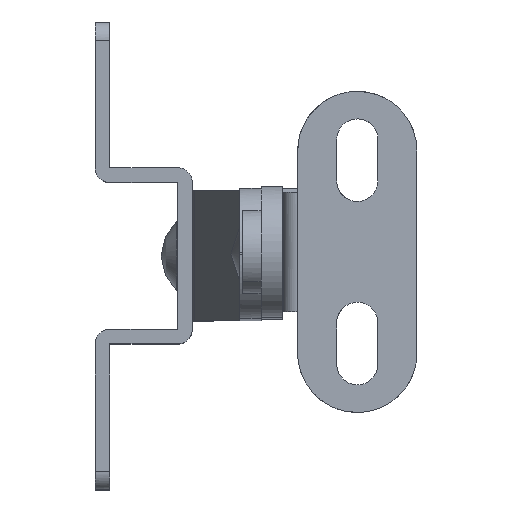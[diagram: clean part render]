
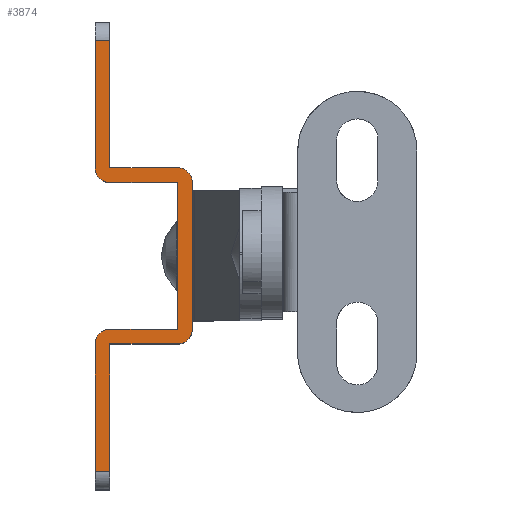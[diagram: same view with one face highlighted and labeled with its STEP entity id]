
A CAD part, top view. The second image highlights one B-rep face of the part: STEP entity #3874.
In plain terms, the highlighted free-form (B-spline) face has degree [1, 1] with [2, 2] control points.
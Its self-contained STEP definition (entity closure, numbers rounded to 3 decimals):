
#3543=CARTESIAN_POINT('',(1.5,-23.5,-113.5));
#3544=VERTEX_POINT('',#3543);
#3555=CARTESIAN_POINT('',(-0.1,-23.5,-113.5));
#3556=VERTEX_POINT('',#3555);
#3557=CARTESIAN_POINT('',(1.5,-23.5,-113.5));
#3558=CARTESIAN_POINT('',(-0.1,-23.5,-113.5));
#3559=QUASI_UNIFORM_CURVE('',1,(#3557,#3558),.UNSPECIFIED.,.F.,.U.);
#3560=EDGE_CURVE('',#3544,#3556,#3559,.T.);
#3711=CARTESIAN_POINT('',(-0.1,23.5,-113.5));
#3712=VERTEX_POINT('',#3711);
#3723=CARTESIAN_POINT('',(1.5,23.5,-113.5));
#3724=VERTEX_POINT('',#3723);
#3725=CARTESIAN_POINT('',(-0.1,23.5,-113.5));
#3726=CARTESIAN_POINT('',(1.5,23.5,-113.5));
#3727=QUASI_UNIFORM_CURVE('',1,(#3725,#3726),.UNSPECIFIED.,.F.,.U.);
#3728=EDGE_CURVE('',#3712,#3724,#3727,.T.);
#3751=CARTESIAN_POINT('',(-0.629,-25.848,-113.5));
#3752=CARTESIAN_POINT('',(11.029,-25.848,-113.5));
#3753=CARTESIAN_POINT('',(-0.629,25.848,-113.5));
#3754=CARTESIAN_POINT('',(11.029,25.848,-113.5));
#3755=B_SPLINE_SURFACE_WITH_KNOTS('',1,1,((#3751,#3753),(#3752,#3754)),.UNSPECIFIED.,.F.,.F.,.U.,(2,2),(2,2),(0.0,11.659),(0.0,51.695),.UNSPECIFIED.);
#3756=CARTESIAN_POINT('',(1.5,-9.6,-113.5));
#3757=VERTEX_POINT('',#3756);
#3758=CARTESIAN_POINT('',(1.5,-9.6,-113.5));
#3759=CARTESIAN_POINT('',(1.5,-23.5,-113.5));
#3760=QUASI_UNIFORM_CURVE('',1,(#3758,#3759),.UNSPECIFIED.,.F.,.U.);
#3761=EDGE_CURVE('',#3757,#3544,#3760,.T.);
#3762=ORIENTED_EDGE('',*,*,#3761,.F.);
#3763=CARTESIAN_POINT('',(8.9,-9.6,-113.5));
#3764=VERTEX_POINT('',#3763);
#3765=CARTESIAN_POINT('',(8.9,-9.6,-113.5));
#3766=CARTESIAN_POINT('',(1.5,-9.6,-113.5));
#3767=QUASI_UNIFORM_CURVE('',1,(#3765,#3766),.UNSPECIFIED.,.F.,.U.);
#3768=EDGE_CURVE('',#3764,#3757,#3767,.T.);
#3769=ORIENTED_EDGE('',*,*,#3768,.F.);
#3770=CARTESIAN_POINT('',(10.5,-8.0,-113.5));
#3771=VERTEX_POINT('',#3770);
#3772=CARTESIAN_POINT('',(8.9,-9.6,-113.5));
#3773=CARTESIAN_POINT('',(9.188,-9.601,-113.5));
#3774=CARTESIAN_POINT('',(9.685,-9.462,-113.5));
#3775=CARTESIAN_POINT('',(10.139,-9.05,-113.5));
#3776=CARTESIAN_POINT('',(10.423,-8.576,-113.5));
#3777=CARTESIAN_POINT('',(10.5,-8.236,-113.5));
#3778=CARTESIAN_POINT('',(10.5,-8.0,-113.5));
#3779=B_SPLINE_CURVE_WITH_KNOTS('',3,(#3772,#3773,#3774,#3775,#3776,#3777,#3778),.UNSPECIFIED.,.F.,.U.,(4,1,1,1,4),(0.,0.864,1.492,1.807,2.514),.UNSPECIFIED.);
#3780=EDGE_CURVE('',#3764,#3771,#3779,.T.);
#3781=ORIENTED_EDGE('',*,*,#3780,.T.);
#3782=CARTESIAN_POINT('',(10.5,8.,-113.5));
#3783=VERTEX_POINT('',#3782);
#3784=CARTESIAN_POINT('',(10.5,8.,-113.5));
#3785=CARTESIAN_POINT('',(10.5,-8.0,-113.5));
#3786=QUASI_UNIFORM_CURVE('',1,(#3784,#3785),.UNSPECIFIED.,.F.,.U.);
#3787=EDGE_CURVE('',#3783,#3771,#3786,.T.);
#3788=ORIENTED_EDGE('',*,*,#3787,.F.);
#3789=CARTESIAN_POINT('',(8.9,9.6,-113.5));
#3790=VERTEX_POINT('',#3789);
#3791=CARTESIAN_POINT('',(10.5,8.,-113.5));
#3792=CARTESIAN_POINT('',(10.501,8.288,-113.5));
#3793=CARTESIAN_POINT('',(10.362,8.785,-113.5));
#3794=CARTESIAN_POINT('',(9.95,9.239,-113.5));
#3795=CARTESIAN_POINT('',(9.476,9.523,-113.5));
#3796=CARTESIAN_POINT('',(9.136,9.6,-113.5));
#3797=CARTESIAN_POINT('',(8.9,9.6,-113.5));
#3798=B_SPLINE_CURVE_WITH_KNOTS('',3,(#3791,#3792,#3793,#3794,#3795,#3796,#3797),.UNSPECIFIED.,.F.,.U.,(4,1,1,1,4),(0.,0.864,1.492,1.807,2.514),.UNSPECIFIED.);
#3799=EDGE_CURVE('',#3783,#3790,#3798,.T.);
#3800=ORIENTED_EDGE('',*,*,#3799,.T.);
#3801=CARTESIAN_POINT('',(1.5,9.6,-113.5));
#3802=VERTEX_POINT('',#3801);
#3803=CARTESIAN_POINT('',(1.5,9.6,-113.5));
#3804=CARTESIAN_POINT('',(8.9,9.6,-113.5));
#3805=QUASI_UNIFORM_CURVE('',1,(#3803,#3804),.UNSPECIFIED.,.F.,.U.);
#3806=EDGE_CURVE('',#3802,#3790,#3805,.T.);
#3807=ORIENTED_EDGE('',*,*,#3806,.F.);
#3808=CARTESIAN_POINT('',(1.5,23.5,-113.5));
#3809=CARTESIAN_POINT('',(1.5,9.6,-113.5));
#3810=QUASI_UNIFORM_CURVE('',1,(#3808,#3809),.UNSPECIFIED.,.F.,.U.);
#3811=EDGE_CURVE('',#3724,#3802,#3810,.T.);
#3812=ORIENTED_EDGE('',*,*,#3811,.F.);
#3813=ORIENTED_EDGE('',*,*,#3728,.F.);
#3814=CARTESIAN_POINT('',(-0.1,9.6,-113.5));
#3815=VERTEX_POINT('',#3814);
#3816=CARTESIAN_POINT('',(-0.1,9.6,-113.5));
#3817=CARTESIAN_POINT('',(-0.1,23.5,-113.5));
#3818=QUASI_UNIFORM_CURVE('',1,(#3816,#3817),.UNSPECIFIED.,.F.,.U.);
#3819=EDGE_CURVE('',#3815,#3712,#3818,.T.);
#3820=ORIENTED_EDGE('',*,*,#3819,.F.);
#3821=CARTESIAN_POINT('',(1.5,8.0,-113.5));
#3822=VERTEX_POINT('',#3821);
#3823=CARTESIAN_POINT('',(-0.1,9.6,-113.5));
#3824=CARTESIAN_POINT('',(-0.101,9.312,-113.5));
#3825=CARTESIAN_POINT('',(0.038,8.815,-113.5));
#3826=CARTESIAN_POINT('',(0.45,8.361,-113.5));
#3827=CARTESIAN_POINT('',(0.924,8.077,-113.5));
#3828=CARTESIAN_POINT('',(1.264,8.,-113.5));
#3829=CARTESIAN_POINT('',(1.5,8.0,-113.5));
#3830=B_SPLINE_CURVE_WITH_KNOTS('',3,(#3823,#3824,#3825,#3826,#3827,#3828,#3829),.UNSPECIFIED.,.F.,.U.,(4,1,1,1,4),(0.,0.864,1.492,1.807,2.514),.UNSPECIFIED.);
#3831=EDGE_CURVE('',#3815,#3822,#3830,.T.);
#3832=ORIENTED_EDGE('',*,*,#3831,.T.);
#3833=CARTESIAN_POINT('',(8.9,8.0,-113.5));
#3834=VERTEX_POINT('',#3833);
#3835=CARTESIAN_POINT('',(8.9,8.0,-113.5));
#3836=CARTESIAN_POINT('',(1.5,8.0,-113.5));
#3837=QUASI_UNIFORM_CURVE('',1,(#3835,#3836),.UNSPECIFIED.,.F.,.U.);
#3838=EDGE_CURVE('',#3834,#3822,#3837,.T.);
#3839=ORIENTED_EDGE('',*,*,#3838,.F.);
#3840=CARTESIAN_POINT('',(8.9,-8.0,-113.5));
#3841=VERTEX_POINT('',#3840);
#3842=CARTESIAN_POINT('',(8.9,-8.0,-113.5));
#3843=CARTESIAN_POINT('',(8.9,8.0,-113.5));
#3844=QUASI_UNIFORM_CURVE('',1,(#3842,#3843),.UNSPECIFIED.,.F.,.U.);
#3845=EDGE_CURVE('',#3841,#3834,#3844,.T.);
#3846=ORIENTED_EDGE('',*,*,#3845,.F.);
#3847=CARTESIAN_POINT('',(1.503,-8.0,-113.5));
#3848=VERTEX_POINT('',#3847);
#3849=CARTESIAN_POINT('',(1.503,-8.0,-113.5));
#3850=CARTESIAN_POINT('',(8.9,-8.0,-113.5));
#3851=QUASI_UNIFORM_CURVE('',1,(#3849,#3850),.UNSPECIFIED.,.F.,.U.);
#3852=EDGE_CURVE('',#3848,#3841,#3851,.T.);
#3853=ORIENTED_EDGE('',*,*,#3852,.F.);
#3854=CARTESIAN_POINT('',(-0.1,-9.6,-113.5));
#3855=VERTEX_POINT('',#3854);
#3856=CARTESIAN_POINT('',(1.503,-8.0,-113.5));
#3857=CARTESIAN_POINT('',(1.267,-7.999,-113.5));
#3858=CARTESIAN_POINT('',(0.926,-8.076,-113.5));
#3859=CARTESIAN_POINT('',(0.451,-8.36,-113.5));
#3860=CARTESIAN_POINT('',(0.038,-8.814,-113.5));
#3861=CARTESIAN_POINT('',(-0.101,-9.312,-113.5));
#3862=CARTESIAN_POINT('',(-0.1,-9.6,-113.5));
#3863=B_SPLINE_CURVE_WITH_KNOTS('',3,(#3856,#3857,#3858,#3859,#3860,#3861,#3862),.UNSPECIFIED.,.F.,.U.,(4,1,1,1,4),(0.,0.708,1.022,1.651,2.516),.UNSPECIFIED.);
#3864=EDGE_CURVE('',#3848,#3855,#3863,.T.);
#3865=ORIENTED_EDGE('',*,*,#3864,.T.);
#3866=CARTESIAN_POINT('',(-0.1,-23.5,-113.5));
#3867=CARTESIAN_POINT('',(-0.1,-9.6,-113.5));
#3868=QUASI_UNIFORM_CURVE('',1,(#3866,#3867),.UNSPECIFIED.,.F.,.U.);
#3869=EDGE_CURVE('',#3556,#3855,#3868,.T.);
#3870=ORIENTED_EDGE('',*,*,#3869,.F.);
#3871=ORIENTED_EDGE('',*,*,#3560,.F.);
#3872=EDGE_LOOP('',(#3762,#3769,#3781,#3788,#3800,#3807,#3812,#3813,#3820,#3832,#3839,#3846,#3853,#3865,#3870,#3871));
#3873=FACE_OUTER_BOUND('',#3872,.T.);
#3874=ADVANCED_FACE('',(#3873),#3755,.T.);
